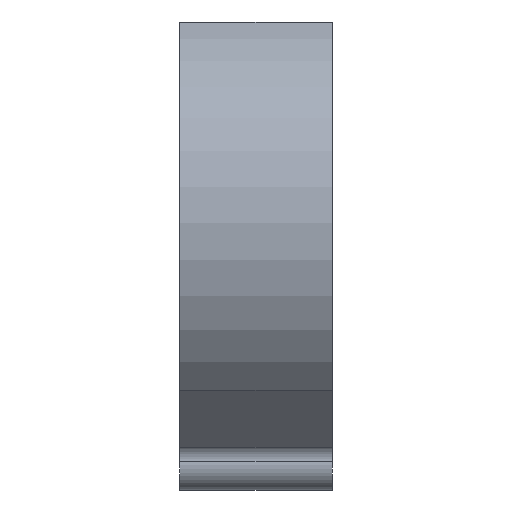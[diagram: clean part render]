
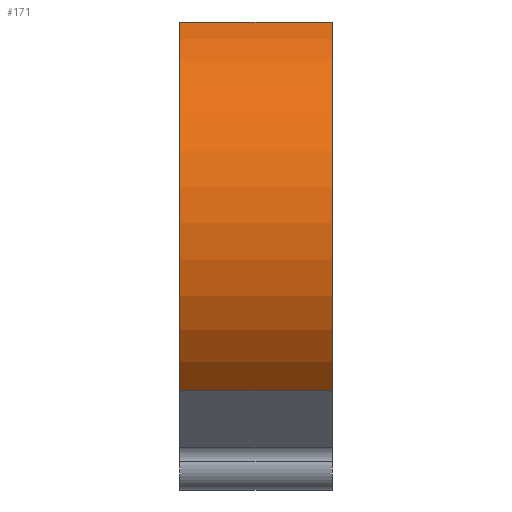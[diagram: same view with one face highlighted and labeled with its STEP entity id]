
A CAD part, left-side view. The second image highlights one B-rep face of the part: STEP entity #171.
In plain terms, the highlighted cylindrical face has radius 14.8 mm (diameter 29.6 mm), a partial arc.
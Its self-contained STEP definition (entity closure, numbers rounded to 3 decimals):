
#1 = EDGE_CURVE ( 'NONE', #502, #237, #828, .T. ) ;
#51 = CARTESIAN_POINT ( 'NONE',  ( -5.465, 10., 3.535 ) ) ;
#86 = CARTESIAN_POINT ( 'NONE',  ( -5.465, 42.49, 3.535 ) ) ;
#104 = EDGE_CURVE ( 'NONE', #238, #563, #672, .T. ) ;
#108 = ORIENTED_EDGE ( 'NONE', *, *, #1, .T. ) ;
#170 = ORIENTED_EDGE ( 'NONE', *, *, #337, .F. ) ;
#171 = ADVANCED_FACE ( 'NONE', ( #462 ), #484, .T. ) ;
#195 = DIRECTION ( 'NONE',  ( 0., -1., 0. ) ) ;
#237 = VERTEX_POINT ( 'NONE', #818 ) ;
#238 = VERTEX_POINT ( 'NONE', #348 ) ;
#292 = CARTESIAN_POINT ( 'NONE',  ( 5., 10., 14. ) ) ;
#299 = ORIENTED_EDGE ( 'NONE', *, *, #104, .F. ) ;
#300 = DIRECTION ( 'NONE',  ( 0., -1., 0. ) ) ;
#327 = VECTOR ( 'NONE', #300, 1000. ) ;
#337 = EDGE_CURVE ( 'NONE', #502, #238, #755, .T. ) ;
#348 = CARTESIAN_POINT ( 'NONE',  ( -0.664, 10., 27.673 ) ) ;
#368 = AXIS2_PLACEMENT_3D ( 'NONE', #292, #693, #488 ) ;
#391 = AXIS2_PLACEMENT_3D ( 'NONE', #827, #418, #752 ) ;
#418 = DIRECTION ( 'NONE',  ( 0., 1., 0. ) ) ;
#458 = CARTESIAN_POINT ( 'NONE',  ( -0.664, 42.49, 27.673 ) ) ;
#462 = FACE_OUTER_BOUND ( 'NONE', #607, .T. ) ;
#484 = CYLINDRICAL_SURFACE ( 'NONE', #601, 14.8 ) ;
#485 = ORIENTED_EDGE ( 'NONE', *, *, #856, .T. ) ;
#488 = DIRECTION ( 'NONE',  ( 0., 0., 1. ) ) ;
#502 = VERTEX_POINT ( 'NONE', #51 ) ;
#526 = DIRECTION ( 'NONE',  ( 0., 0., -1. ) ) ;
#554 = CARTESIAN_POINT ( 'NONE',  ( -0.664, 0., 27.673 ) ) ;
#563 = VERTEX_POINT ( 'NONE', #554 ) ;
#601 = AXIS2_PLACEMENT_3D ( 'NONE', #815, #195, #526 ) ;
#607 = EDGE_LOOP ( 'NONE', ( #170, #108, #485, #299 ) ) ;
#672 = LINE ( 'NONE', #458, #807 ) ;
#693 = DIRECTION ( 'NONE',  ( 0., 1., 0. ) ) ;
#711 = CIRCLE ( 'NONE', #391, 14.8 ) ;
#752 = DIRECTION ( 'NONE',  ( 0., 0., 1. ) ) ;
#755 = CIRCLE ( 'NONE', #368, 14.8 ) ;
#807 = VECTOR ( 'NONE', #870, 1000. ) ;
#815 = CARTESIAN_POINT ( 'NONE',  ( 5., 42.49, 14. ) ) ;
#818 = CARTESIAN_POINT ( 'NONE',  ( -5.465, 0., 3.535 ) ) ;
#827 = CARTESIAN_POINT ( 'NONE',  ( 5., 0., 14. ) ) ;
#828 = LINE ( 'NONE', #86, #327 ) ;
#856 = EDGE_CURVE ( 'NONE', #237, #563, #711, .T. ) ;
#870 = DIRECTION ( 'NONE',  ( 0., -1., 0. ) ) ;
